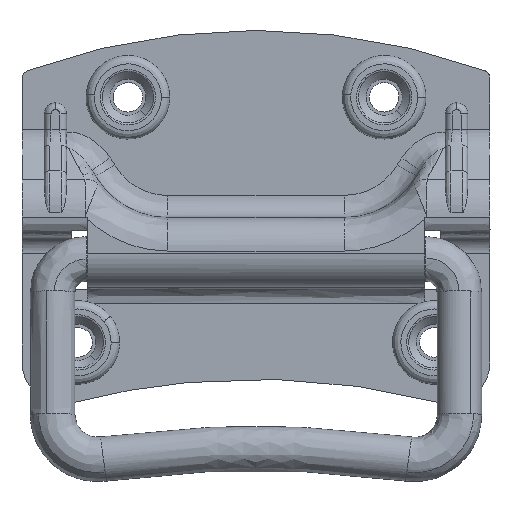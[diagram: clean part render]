
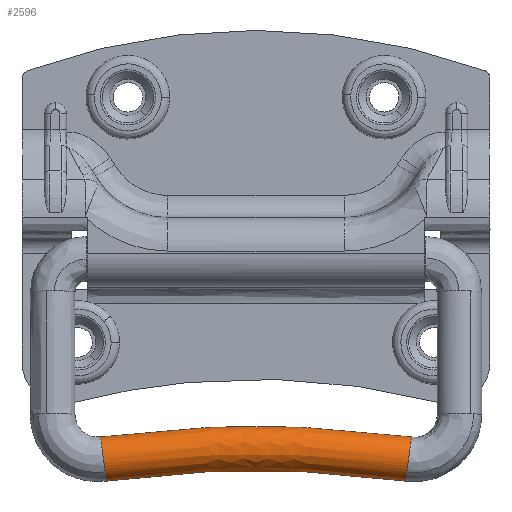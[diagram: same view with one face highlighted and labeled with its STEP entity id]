
A CAD part, front view. The second image highlights one B-rep face of the part: STEP entity #2596.
In plain terms, the highlighted free-form (B-spline) face has degree [3, 3] with [12, 4] control points.
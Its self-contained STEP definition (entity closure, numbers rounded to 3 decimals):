
#2287=CARTESIAN_POINT('',(-27.081,-5.536,-38.249));
#2288=VERTEX_POINT('',#2287);
#2302=CARTESIAN_POINT('',(-27.962,-1.79,-31.997));
#2303=VERTEX_POINT('',#2302);
#2304=CARTESIAN_POINT('',(-27.081,-5.536,-38.249));
#2305=CARTESIAN_POINT('',(-27.186,-6.124,-37.441));
#2306=CARTESIAN_POINT('',(-27.324,-6.392,-36.409));
#2307=CARTESIAN_POINT('',(-27.6,-6.132,-34.392));
#2308=CARTESIAN_POINT('',(-27.736,-5.572,-33.423));
#2309=CARTESIAN_POINT('',(-27.922,-3.915,-32.156));
#2310=CARTESIAN_POINT('',(-27.971,-2.828,-31.864));
#2311=CARTESIAN_POINT('',(-27.962,-1.79,-31.997));
#2312=B_SPLINE_CURVE_WITH_KNOTS('',3,(#2304,#2305,#2306,#2307,#2308,#2309,#2310,#2311),.UNSPECIFIED.,.F.,.U.,(4,2,2,4),(0.13,0.25,0.375,0.5),.UNSPECIFIED.);
#2313=EDGE_CURVE('',#2288,#2303,#2312,.T.);
#2315=CARTESIAN_POINT('',(-27.911,-0.367,-32.463));
#2316=VERTEX_POINT('',#2315);
#2317=CARTESIAN_POINT('',(-27.962,-1.79,-31.997));
#2318=CARTESIAN_POINT('',(-27.958,-1.291,-32.06));
#2319=CARTESIAN_POINT('',(-27.94,-0.807,-32.222));
#2320=CARTESIAN_POINT('',(-27.911,-0.367,-32.463));
#2321=B_SPLINE_CURVE_WITH_KNOTS('',3,(#2317,#2318,#2319,#2320),.UNSPECIFIED.,.F.,.U.,(4,4),(0.5,0.56),.UNSPECIFIED.);
#2322=EDGE_CURVE('',#2303,#2316,#2321,.T.);
#2324=CARTESIAN_POINT('',(-26.887,-2.804,-39.859));
#2325=VERTEX_POINT('',#2324);
#2420=CARTESIAN_POINT('',(-26.887,-2.804,-39.859));
#2421=CARTESIAN_POINT('',(-26.896,-3.842,-39.726));
#2422=CARTESIAN_POINT('',(-26.963,-4.82,-39.171));
#2423=CARTESIAN_POINT('',(-27.073,-5.486,-38.316));
#2424=CARTESIAN_POINT('',(-27.077,-5.511,-38.283));
#2425=CARTESIAN_POINT('',(-27.081,-5.536,-38.249));
#2426=B_SPLINE_CURVE_WITH_KNOTS('',3,(#2420,#2421,#2422,#2423,#2424,#2425),.UNSPECIFIED.,.F.,.U.,(4,2,4),(0.0,0.125,0.13),.UNSPECIFIED.);
#2427=EDGE_CURVE('',#2325,#2288,#2426,.T.);
#2475=CARTESIAN_POINT('',(27.911,-0.367,-32.463));
#2476=VERTEX_POINT('',#2475);
#2477=CARTESIAN_POINT('',(27.911,-0.367,-32.463));
#2478=CARTESIAN_POINT('',(9.422,-0.206,-29.955));
#2479=CARTESIAN_POINT('',(-9.422,-0.206,-29.955));
#2480=CARTESIAN_POINT('',(-27.911,-0.367,-32.463));
#2481=B_SPLINE_CURVE_WITH_KNOTS('',3,(#2477,#2478,#2479,#2480),.UNSPECIFIED.,.F.,.U.,(4,4),(0.334,0.666),.UNSPECIFIED.);
#2482=EDGE_CURVE('',#2476,#2316,#2481,.T.);
#2484=CARTESIAN_POINT('',(26.887,-2.804,-39.859));
#2485=VERTEX_POINT('',#2484);
#2499=CARTESIAN_POINT('',(26.887,-2.804,-39.859));
#2500=CARTESIAN_POINT('',(9.076,-2.649,-37.443));
#2501=CARTESIAN_POINT('',(-9.076,-2.649,-37.443));
#2502=CARTESIAN_POINT('',(-26.887,-2.804,-39.859));
#2503=B_SPLINE_CURVE_WITH_KNOTS('',3,(#2499,#2500,#2501,#2502),.UNSPECIFIED.,.F.,.U.,(4,4),(0.334,0.666),.UNSPECIFIED.);
#2504=EDGE_CURVE('',#2485,#2325,#2503,.T.);
#2509=CARTESIAN_POINT('',(26.887,-2.804,-39.859));
#2510=CARTESIAN_POINT('',(26.896,-3.842,-39.726));
#2511=CARTESIAN_POINT('',(26.963,-4.82,-39.171));
#2512=CARTESIAN_POINT('',(27.175,-6.101,-37.527));
#2513=CARTESIAN_POINT('',(27.318,-6.397,-36.45));
#2514=CARTESIAN_POINT('',(27.6,-6.132,-34.392));
#2515=CARTESIAN_POINT('',(27.736,-5.572,-33.423));
#2516=CARTESIAN_POINT('',(27.922,-3.915,-32.156));
#2517=CARTESIAN_POINT('',(27.971,-2.828,-31.864));
#2518=CARTESIAN_POINT('',(27.958,-1.291,-32.06));
#2519=CARTESIAN_POINT('',(27.94,-0.807,-32.222));
#2520=CARTESIAN_POINT('',(27.911,-0.367,-32.463));
#2521=CARTESIAN_POINT('',(9.076,-2.649,-37.443));
#2522=CARTESIAN_POINT('',(9.079,-3.688,-37.31));
#2523=CARTESIAN_POINT('',(9.101,-4.665,-36.748));
#2524=CARTESIAN_POINT('',(9.173,-5.945,-35.086));
#2525=CARTESIAN_POINT('',(9.221,-6.24,-33.995));
#2526=CARTESIAN_POINT('',(9.316,-5.973,-31.912));
#2527=CARTESIAN_POINT('',(9.362,-5.413,-30.931));
#2528=CARTESIAN_POINT('',(9.425,-3.755,-29.647));
#2529=CARTESIAN_POINT('',(9.442,-2.668,-29.351));
#2530=CARTESIAN_POINT('',(9.437,-1.131,-29.548));
#2531=CARTESIAN_POINT('',(9.431,-0.646,-29.711));
#2532=CARTESIAN_POINT('',(9.422,-0.206,-29.955));
#2533=CARTESIAN_POINT('',(-9.076,-2.649,-37.443));
#2534=CARTESIAN_POINT('',(-9.079,-3.688,-37.31));
#2535=CARTESIAN_POINT('',(-9.101,-4.665,-36.748));
#2536=CARTESIAN_POINT('',(-9.173,-5.945,-35.086));
#2537=CARTESIAN_POINT('',(-9.221,-6.24,-33.995));
#2538=CARTESIAN_POINT('',(-9.316,-5.973,-31.912));
#2539=CARTESIAN_POINT('',(-9.362,-5.413,-30.931));
#2540=CARTESIAN_POINT('',(-9.425,-3.755,-29.647));
#2541=CARTESIAN_POINT('',(-9.442,-2.668,-29.351));
#2542=CARTESIAN_POINT('',(-9.437,-1.131,-29.548));
#2543=CARTESIAN_POINT('',(-9.431,-0.646,-29.711));
#2544=CARTESIAN_POINT('',(-9.422,-0.206,-29.955));
#2545=CARTESIAN_POINT('',(-26.887,-2.804,-39.859));
#2546=CARTESIAN_POINT('',(-26.896,-3.842,-39.726));
#2547=CARTESIAN_POINT('',(-26.963,-4.82,-39.171));
#2548=CARTESIAN_POINT('',(-27.175,-6.101,-37.527));
#2549=CARTESIAN_POINT('',(-27.318,-6.397,-36.45));
#2550=CARTESIAN_POINT('',(-27.6,-6.132,-34.392));
#2551=CARTESIAN_POINT('',(-27.736,-5.572,-33.423));
#2552=CARTESIAN_POINT('',(-27.922,-3.915,-32.156));
#2553=CARTESIAN_POINT('',(-27.971,-2.828,-31.864));
#2554=CARTESIAN_POINT('',(-27.958,-1.291,-32.06));
#2555=CARTESIAN_POINT('',(-27.94,-0.807,-32.222));
#2556=CARTESIAN_POINT('',(-27.911,-0.367,-32.463));
#2557=B_SPLINE_SURFACE_WITH_KNOTS('',3,3,((#2509,#2521,#2533,#2545),(#2510,#2522,#2534,#2546),(#2511,#2523,#2535,#2547),(#2512,#2524,#2536,#2548),(#2513,#2525,#2537,#2549),(#2514,#2526,#2538,#2550),(#2515,#2527,#2539,#2551),(#2516,#2528,#2540,#2552),(#2517,#2529,#2541,#2553),(#2518,#2530,#2542,#2554),(#2519,#2531,#2543,#2555),(#2520,#2532,#2544,#2556)),.UNSPECIFIED.,.F.,.F.,.U.,(4,2,2,2,2,4),(4,4),(0.0,3.142,6.283,9.425,12.566,14.074),(0.0,56.082),.UNSPECIFIED.);
#2558=ORIENTED_EDGE('',*,*,#2322,.F.);
#2559=ORIENTED_EDGE('',*,*,#2313,.F.);
#2560=ORIENTED_EDGE('',*,*,#2427,.F.);
#2561=ORIENTED_EDGE('',*,*,#2504,.F.);
#2562=CARTESIAN_POINT('',(27.081,-5.536,-38.249));
#2563=VERTEX_POINT('',#2562);
#2564=CARTESIAN_POINT('',(26.887,-2.804,-39.859));
#2565=CARTESIAN_POINT('',(26.896,-3.842,-39.726));
#2566=CARTESIAN_POINT('',(26.963,-4.82,-39.171));
#2567=CARTESIAN_POINT('',(27.073,-5.486,-38.316));
#2568=CARTESIAN_POINT('',(27.077,-5.511,-38.283));
#2569=CARTESIAN_POINT('',(27.081,-5.536,-38.249));
#2570=B_SPLINE_CURVE_WITH_KNOTS('',3,(#2564,#2565,#2566,#2567,#2568,#2569),.UNSPECIFIED.,.F.,.U.,(4,2,4),(0.0,0.125,0.13),.UNSPECIFIED.);
#2571=EDGE_CURVE('',#2485,#2563,#2570,.T.);
#2572=ORIENTED_EDGE('',*,*,#2571,.T.);
#2573=CARTESIAN_POINT('',(27.962,-1.79,-31.997));
#2574=VERTEX_POINT('',#2573);
#2575=CARTESIAN_POINT('',(27.081,-5.536,-38.249));
#2576=CARTESIAN_POINT('',(27.186,-6.124,-37.441));
#2577=CARTESIAN_POINT('',(27.324,-6.392,-36.409));
#2578=CARTESIAN_POINT('',(27.6,-6.132,-34.392));
#2579=CARTESIAN_POINT('',(27.736,-5.572,-33.423));
#2580=CARTESIAN_POINT('',(27.922,-3.915,-32.156));
#2581=CARTESIAN_POINT('',(27.971,-2.828,-31.864));
#2582=CARTESIAN_POINT('',(27.962,-1.79,-31.997));
#2583=B_SPLINE_CURVE_WITH_KNOTS('',3,(#2575,#2576,#2577,#2578,#2579,#2580,#2581,#2582),.UNSPECIFIED.,.F.,.U.,(4,2,2,4),(0.13,0.25,0.375,0.5),.UNSPECIFIED.);
#2584=EDGE_CURVE('',#2563,#2574,#2583,.T.);
#2585=ORIENTED_EDGE('',*,*,#2584,.T.);
#2586=CARTESIAN_POINT('',(27.962,-1.79,-31.997));
#2587=CARTESIAN_POINT('',(27.958,-1.291,-32.06));
#2588=CARTESIAN_POINT('',(27.94,-0.807,-32.222));
#2589=CARTESIAN_POINT('',(27.911,-0.367,-32.463));
#2590=B_SPLINE_CURVE_WITH_KNOTS('',3,(#2586,#2587,#2588,#2589),.UNSPECIFIED.,.F.,.U.,(4,4),(0.5,0.56),.UNSPECIFIED.);
#2591=EDGE_CURVE('',#2574,#2476,#2590,.T.);
#2592=ORIENTED_EDGE('',*,*,#2591,.T.);
#2593=ORIENTED_EDGE('',*,*,#2482,.T.);
#2594=EDGE_LOOP('',(#2558,#2559,#2560,#2561,#2572,#2585,#2592,#2593));
#2595=FACE_OUTER_BOUND('',#2594,.T.);
#2596=ADVANCED_FACE('',(#2595),#2557,.T.);
